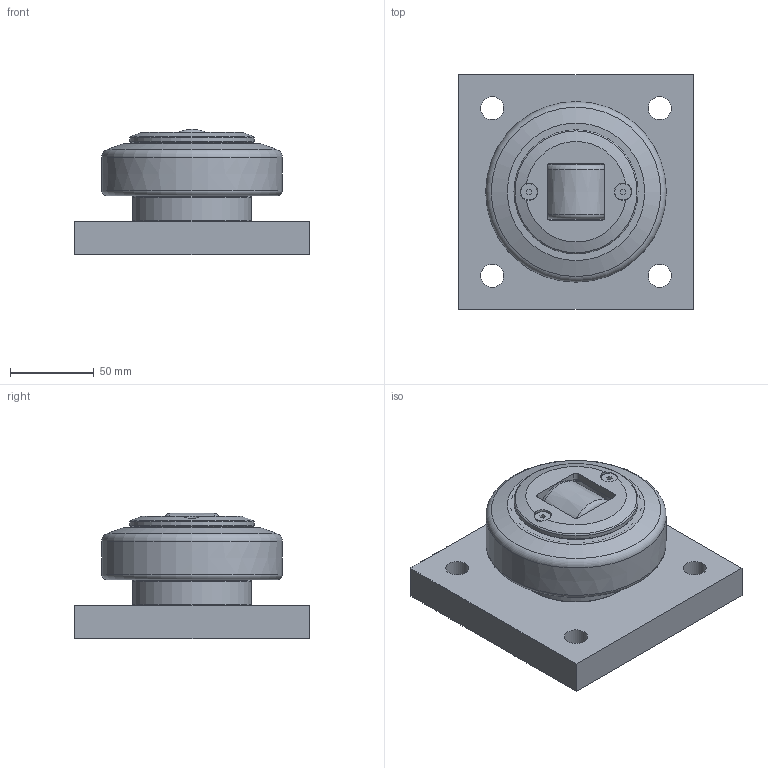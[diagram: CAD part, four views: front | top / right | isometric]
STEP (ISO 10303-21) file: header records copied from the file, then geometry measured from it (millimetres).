
FILE_DESCRIPTION(/* description */ ('-'),/* implementation_level */ '2;1');
FILE_NAME(/* name */ 'ALFATEC_TR110-0300BQ1000.stp',/* time_stamp */ '2021-01-27T14:08:33+01:00',/* author */ ('kstaebler'),/* organization */ (''),/* preprocessor_version */ 'ST-DEVELOPER v18.1',/* originating_system */ 'Autodesk Inventor 2020',/* authorisation */ '');
FILE_SCHEMA (('AUTOMOTIVE_DESIGN { 1 0 10303 214 3 1 1 }'));
Length unit declared in the file: millimetre
Products named in the file (1): TR 110.0300 BQ1000_Kontur
Bounding box: 140 x 140 x 75 mm (x, y, z)
Volume: 658549.3 mm3; surface area: 117277 mm2
Topology: 2 solids, 2 shells, 127 faces, 348 edges, 244 vertices
Faces by surface type: plane 52, cylinder 46, cone 18, torus 9, bspline 2
Full cylindrical faces by diameter (mm): 3 x2, 5 x2, 5.5 x2, 9.75 x2, 10.5 x2, 13.835 x4, 18 x1, 26 x1, 28 x2, 48 x1, 60 x1, 63 x1, 63.5 x1, 69.3 x1, 70.5 x1, 71 x1, 71.6 x2, 74 x1, 77 x2, 78 x1, 79 x2, 83.3 x1
Entity records: 4646 total; most frequent: CARTESIAN_POINT 1016, DIRECTION 765, ORIENTED_EDGE 696, EDGE_CURVE 348, AXIS2_PLACEMENT_3D 318, VERTEX_POINT 244, CIRCLE 192, EDGE_LOOP 166
